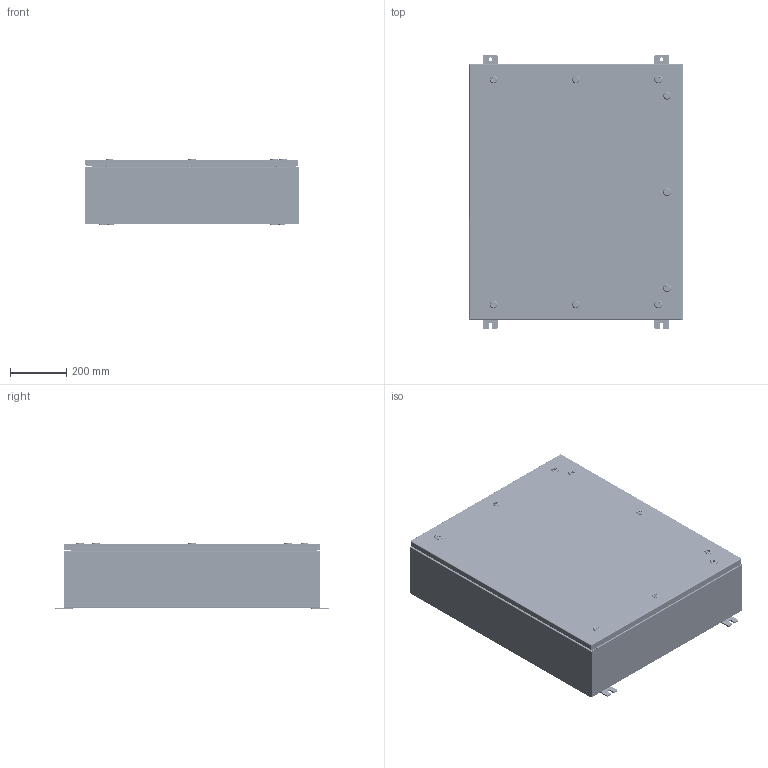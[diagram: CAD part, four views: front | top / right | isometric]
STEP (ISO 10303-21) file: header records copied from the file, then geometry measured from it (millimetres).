
FILE_DESCRIPTION (( 'STEP AP203' ), '1' );
FILE_NAME ('CHDSS6363008WP.STEP', '2014-02-24T15:55:18', ( 'changeme' ), ( 'Microsoft' ), 'SwSTEP 2.0', 'SolidWorks 2013', '' );
FILE_SCHEMA (( 'CONFIG_CONTROL_DESIGN' ));
Length unit declared in the file: inch
Products named in the file (19): Nut-211301-IB-Industrilas_Nut-211301-IB-Industrilas; CHDSS6363008WP; CHDSS6363008WP Enclosure Stiffener; Washer-221320-IB-Industrilas_Washer-221320-IB-Industrilas; CHDSS6363008WP Cover; CHDSS6363008WP Body; CHDSS6363008WP Bottom; CHDSS6363008WP Top; Screw-221320-IB-Industrilas_Screw-221320-IB-Industrilas; CHDSS6363008WP Backpanel; Concealed Hinge (Cover Side); Insert-221320-IB-Industrilas_Insert-221320-IB-Industrilas; CHDSS6363008WP Mounting Studs; Concealed Hinge enclosure side; HW-CLH-E5-8004_Cam-232112-U-Industrilas; CHDSS6363008WP Mounting Feet; Housing-211301-IB-Industrilas_Housing-211301-IB-Industrilas; HW-CLH-R001-0500_2412-026240-2445-Industrilas; Quarter-20 CD Stud
Assembly tree (39 placements, depth 3):
  CHDSS6363008WP
    CHDSS6363008WP Backpanel
    CHDSS6363008WP Mounting Studs  x6
    CHDSS6363008WP Mounting Feet  x4
    Quarter-20 CD Stud  x2
    CHDSS6363008WP Enclosure Stiffener
    CHDSS6363008WP Cover
    CHDSS6363008WP Body
    CHDSS6363008WP Bottom
    CHDSS6363008WP Top
    Concealed Hinge (Cover Side)  x3
    Concealed Hinge enclosure side  x3
    HW-CLH-R001-0500_2412-026240-2445-Industrilas  x9
      Housing-211301-IB-Industrilas_Housing-211301-IB-Industrilas
      Nut-211301-IB-Industrilas_Nut-211301-IB-Industrilas
      Washer-221320-IB-Industrilas_Washer-221320-IB-Industrilas
      Screw-221320-IB-Industrilas_Screw-221320-IB-Industrilas
      Insert-221320-IB-Industrilas_Insert-221320-IB-Industrilas
      HW-CLH-E5-8004_Cam-232112-U-Industrilas
Bounding box: 762 x 977.9 x 237.64 mm (x, y, z)
Volume: 6314170.5 mm3; surface area: 6147303.6 mm2
Topology: 78 solids, 78 shells, 8020 faces, 20279 edges, 12435 vertices
Faces by surface type: cylinder 2502, plane 2324, bspline 1889, cone 1078, torus 164, sphere 63
Entity records: 65575 total; most frequent: CARTESIAN_POINT 35320, ORIENTED_EDGE 6214, DIRECTION 5215, EDGE_CURVE 3107, AXIS2_PLACEMENT_3D 1926, VERTEX_POINT 1883, LINE 1363, VECTOR 1363
